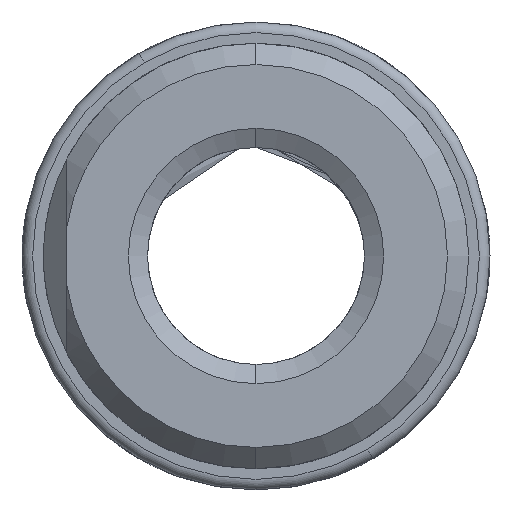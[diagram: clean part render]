
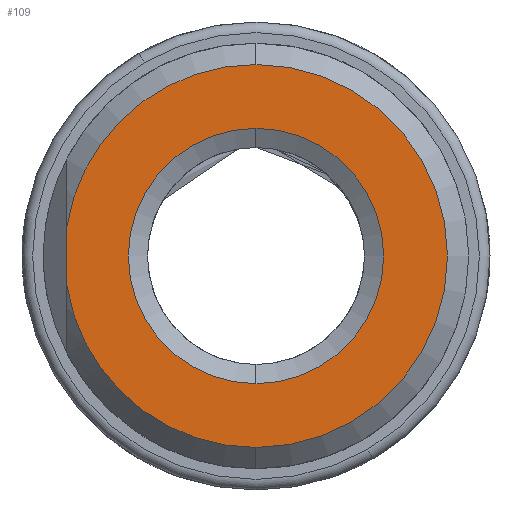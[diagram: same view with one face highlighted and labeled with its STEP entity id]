
A CAD part, left-side view. The second image highlights one B-rep face of the part: STEP entity #109.
In plain terms, the highlighted planar face has unit normal (-1, 0, 0).
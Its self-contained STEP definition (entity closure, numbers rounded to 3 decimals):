
#109 = ADVANCED_FACE ( 'NONE', ( #1490, #1514 ), #18354, .F. ) ;
#1243 = CARTESIAN_POINT ( 'NONE',  ( 0., 8.9, -1.338 ) ) ;
#1490 = FACE_BOUND ( 'NONE', #8824, .T. ) ;
#1514 = FACE_OUTER_BOUND ( 'NONE', #8822, .T. ) ;
#1571 = AXIS2_PLACEMENT_3D ( 'NONE', #17584, #17613, #17595 ) ;
#1574 = AXIS2_PLACEMENT_3D ( 'NONE', #14799, #14696, #14742 ) ;
#1763 = EDGE_CURVE ( 'NONE', #4291, #4279, #6864, .T. ) ;
#1764 = EDGE_CURVE ( 'NONE', #4284, #4252, #6866, .T. ) ;
#1810 = EDGE_CURVE ( 'NONE', #4268, #4284, #7059, .T. ) ;
#2020 = ORIENTED_EDGE ( 'NONE', *, *, #5890, .T. ) ;
#2022 = ORIENTED_EDGE ( 'NONE', *, *, #1810, .T. ) ;
#2023 = ORIENTED_EDGE ( 'NONE', *, *, #5903, .T. ) ;
#2024 = ORIENTED_EDGE ( 'NONE', *, *, #1764, .T. ) ;
#2033 = ORIENTED_EDGE ( 'NONE', *, *, #1763, .T. ) ;
#2043 = ORIENTED_EDGE ( 'NONE', *, *, #5915, .F. ) ;
#2619 = AXIS2_PLACEMENT_3D ( 'NONE', #16878, #16743, #16731 ) ;
#2633 = AXIS2_PLACEMENT_3D ( 'NONE', #14834, #14839, #14863 ) ;
#2635 = AXIS2_PLACEMENT_3D ( 'NONE', #14824, #14842, #14806 ) ;
#2682 = AXIS2_PLACEMENT_3D ( 'NONE', #18331, #18410, #18393 ) ;
#3945 = VERTEX_POINT ( 'NONE', #1243 ) ;
#4252 = VERTEX_POINT ( 'NONE', #8104 ) ;
#4268 = VERTEX_POINT ( 'NONE', #8067 ) ;
#4279 = VERTEX_POINT ( 'NONE', #8074 ) ;
#4284 = VERTEX_POINT ( 'NONE', #8107 ) ;
#4291 = VERTEX_POINT ( 'NONE', #8084 ) ;
#5890 = EDGE_CURVE ( 'NONE', #3945, #4268, #6162, .T. ) ;
#5903 = EDGE_CURVE ( 'NONE', #4279, #4291, #6105, .T. ) ;
#5915 = EDGE_CURVE ( 'NONE', #3945, #4252, #6098, .T. ) ;
#6098 = LINE ( 'NONE', #14888, #6125 ) ;
#6105 = CIRCLE ( 'NONE', #1574, 6. ) ;
#6125 = VECTOR ( 'NONE', #14851, 1000. ) ;
#6162 = CIRCLE ( 'NONE', #1571, 9. ) ;
#6864 = CIRCLE ( 'NONE', #2635, 6. ) ;
#6866 = CIRCLE ( 'NONE', #2633, 9. ) ;
#7059 = CIRCLE ( 'NONE', #2619, 9. ) ;
#8067 = CARTESIAN_POINT ( 'NONE',  ( 0., 0., -9. ) ) ;
#8074 = CARTESIAN_POINT ( 'NONE',  ( 0., 0., -6. ) ) ;
#8084 = CARTESIAN_POINT ( 'NONE',  ( 0., 0., 6. ) ) ;
#8104 = CARTESIAN_POINT ( 'NONE',  ( 0., 8.9, 1.338 ) ) ;
#8107 = CARTESIAN_POINT ( 'NONE',  ( 0., 0., 9. ) ) ;
#8822 = EDGE_LOOP ( 'NONE', ( #2020, #2022, #2024, #2043 ) ) ;
#8824 = EDGE_LOOP ( 'NONE', ( #2023, #2033 ) ) ;
#14696 = DIRECTION ( 'NONE',  ( 1., 0., 0. ) ) ;
#14742 = DIRECTION ( 'NONE',  ( 0., 0., -1. ) ) ;
#14799 = CARTESIAN_POINT ( 'NONE',  ( 0., 0., 0. ) ) ;
#14806 = DIRECTION ( 'NONE',  ( 0., 0., -1. ) ) ;
#14824 = CARTESIAN_POINT ( 'NONE',  ( 0., 0., 0. ) ) ;
#14834 = CARTESIAN_POINT ( 'NONE',  ( 0., 0., 0. ) ) ;
#14839 = DIRECTION ( 'NONE',  ( -1., 0., 0. ) ) ;
#14842 = DIRECTION ( 'NONE',  ( 1., 0., 0. ) ) ;
#14851 = DIRECTION ( 'NONE',  ( 0., 0., 1. ) ) ;
#14863 = DIRECTION ( 'NONE',  ( 0., 0., 1. ) ) ;
#14888 = CARTESIAN_POINT ( 'NONE',  ( 0., 8.9, -10. ) ) ;
#16731 = DIRECTION ( 'NONE',  ( 0., 0., 1. ) ) ;
#16743 = DIRECTION ( 'NONE',  ( -1., 0., 0. ) ) ;
#16878 = CARTESIAN_POINT ( 'NONE',  ( 0., 0., 0. ) ) ;
#17584 = CARTESIAN_POINT ( 'NONE',  ( 0., 0., 0. ) ) ;
#17595 = DIRECTION ( 'NONE',  ( 0., 0., 1. ) ) ;
#17613 = DIRECTION ( 'NONE',  ( -1., 0., 0. ) ) ;
#18331 = CARTESIAN_POINT ( 'NONE',  ( 0., 0., 0. ) ) ;
#18354 = PLANE ( 'NONE',  #2682 ) ;
#18393 = DIRECTION ( 'NONE',  ( 0., 0., -1. ) ) ;
#18410 = DIRECTION ( 'NONE',  ( 1., 0., 0. ) ) ;
